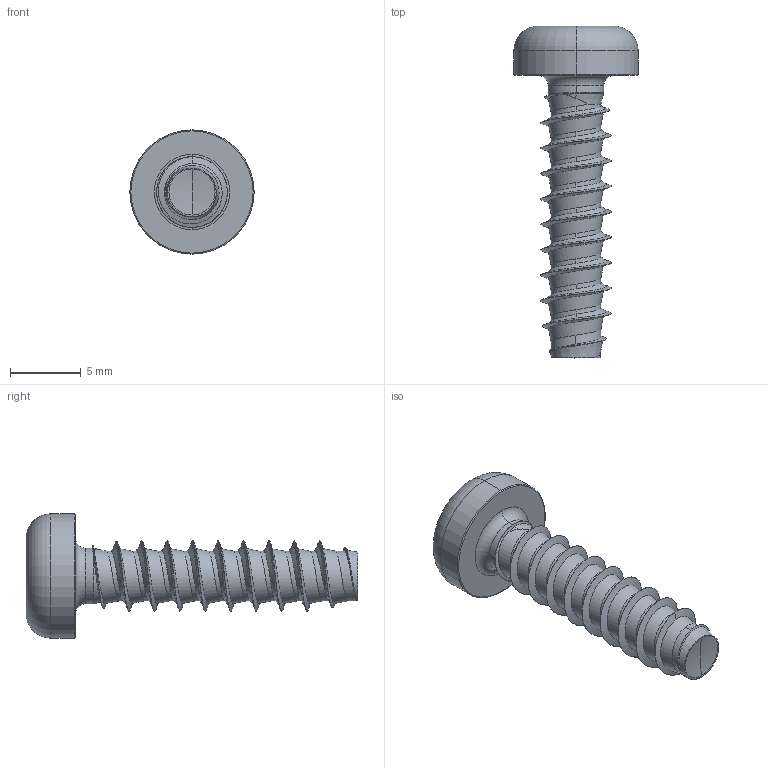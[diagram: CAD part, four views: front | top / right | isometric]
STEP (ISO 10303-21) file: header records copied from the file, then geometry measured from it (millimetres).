
FILE_DESCRIPTION (( 'STEP AP203' ), '1' );
FILE_NAME ('STP390500200.STEP', '2017-08-15T19:51:18', ( '' ), ( '' ), 'SwSTEP 2.0', 'SolidWorks 2015', '' );
FILE_SCHEMA (( 'CONFIG_CONTROL_DESIGN' ));
Length unit declared in the file: millimetre
Products named in the file (1): STP390500200
Bounding box: 8.8 x 23.49 x 8.8 mm (x, y, z)
Volume: 400.2 mm3; surface area: 575.5 mm2
Topology: 1 solids, 1 shells, 102 faces, 254 edges, 154 vertices
Faces by surface type: cylinder 45, bspline 35, cone 10, torus 6, sphere 4, plane 2
Entity records: 22265 total; most frequent: CARTESIAN_POINT 20154, ORIENTED_EDGE 504, DIRECTION 315, EDGE_CURVE 252, VERTEX_POINT 154, AXIS2_PLACEMENT_3D 128, B_SPLINE_CURVE_WITH_KNOTS 112, EDGE_LOOP 104
